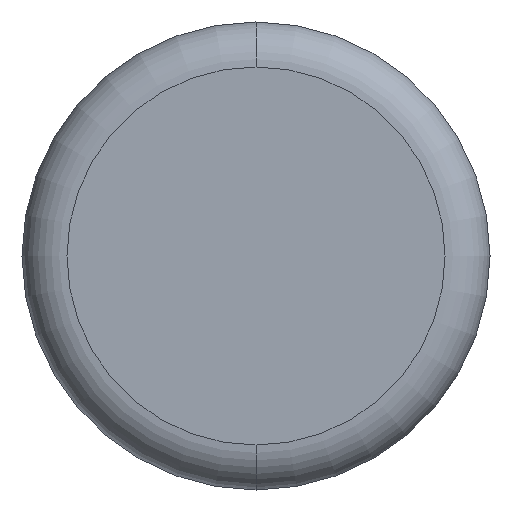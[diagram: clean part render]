
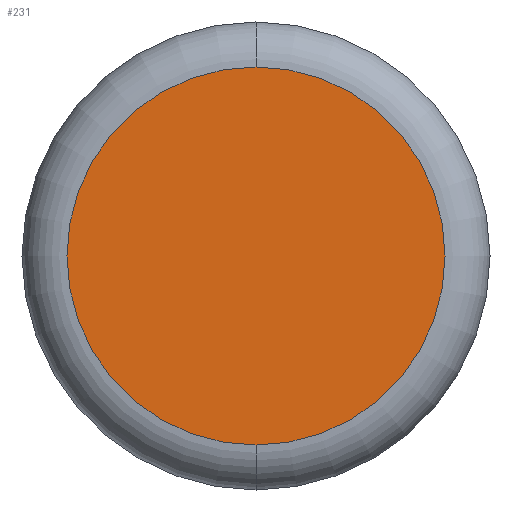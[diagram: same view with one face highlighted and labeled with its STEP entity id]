
A CAD part, front view. The second image highlights one B-rep face of the part: STEP entity #231.
In plain terms, the highlighted planar face has unit normal (0, -1, 0).
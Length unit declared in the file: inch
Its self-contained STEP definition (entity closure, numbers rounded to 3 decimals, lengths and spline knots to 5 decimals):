
#5 = CARTESIAN_POINT ( 'NONE',  ( 0., 0., -0.12625 ) ) ;
#34 = CARTESIAN_POINT ( 'NONE',  ( 0., 0., 0. ) ) ;
#45 = CARTESIAN_POINT ( 'NONE',  ( 0., 0., 0.12625 ) ) ;
#59 = EDGE_CURVE ( 'NONE', #66, #295, #314, .T. ) ;
#66 = VERTEX_POINT ( 'NONE', #45 ) ;
#96 = EDGE_LOOP ( 'NONE', ( #187, #121 ) ) ;
#98 = DIRECTION ( 'NONE',  ( 0., 0., -1. ) ) ;
#121 = ORIENTED_EDGE ( 'NONE', *, *, #59, .T. ) ;
#131 = AXIS2_PLACEMENT_3D ( 'NONE', #34, #198, #98 ) ;
#143 = CIRCLE ( 'NONE', #317, 0.12625 ) ;
#150 = AXIS2_PLACEMENT_3D ( 'NONE', #253, #204, #179 ) ;
#152 = FACE_OUTER_BOUND ( 'NONE', #96, .T. ) ;
#179 = DIRECTION ( 'NONE',  ( 0., 0., -1. ) ) ;
#187 = ORIENTED_EDGE ( 'NONE', *, *, #376, .T. ) ;
#198 = DIRECTION ( 'NONE',  ( 0., -1., 0. ) ) ;
#204 = DIRECTION ( 'NONE',  ( 0., -1., 0. ) ) ;
#231 = ADVANCED_FACE ( 'NONE', ( #152 ), #388, .T. ) ;
#253 = CARTESIAN_POINT ( 'NONE',  ( 0., 0., 0. ) ) ;
#293 = DIRECTION ( 'NONE',  ( 0., -1., 0. ) ) ;
#295 = VERTEX_POINT ( 'NONE', #5 ) ;
#310 = DIRECTION ( 'NONE',  ( 0., 0., -1. ) ) ;
#314 = CIRCLE ( 'NONE', #150, 0.12625 ) ;
#317 = AXIS2_PLACEMENT_3D ( 'NONE', #379, #293, #310 ) ;
#376 = EDGE_CURVE ( 'NONE', #295, #66, #143, .T. ) ;
#379 = CARTESIAN_POINT ( 'NONE',  ( 0., 0., 0. ) ) ;
#388 = PLANE ( 'NONE',  #131 ) ;
